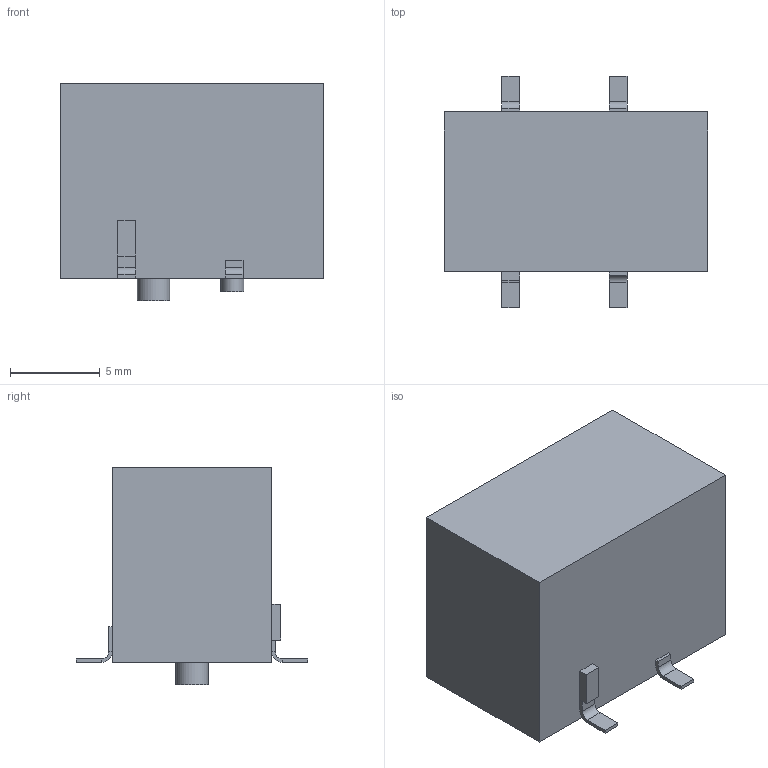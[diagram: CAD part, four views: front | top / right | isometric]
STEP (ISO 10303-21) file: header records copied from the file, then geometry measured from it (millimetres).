
FILE_DESCRIPTION(('FreeCAD Model'),'2;1');
FILE_NAME('Open CASCADE Shape Model','2023-09-21T22:34:27',('Author'),( ''),'Open CASCADE STEP processor 7.6','FreeCAD','Unknown');
FILE_SCHEMA(('AUTOMOTIVE_DESIGN { 1 0 10303 214 1 1 1 1 }'));
Length unit declared in the file: millimetre
Products named in the file (7): Part; Body; Corps; Corps001; Corps002; Corps003; Body005
Assembly tree (6 placements, depth 2):
  Part
    Body
    Corps
    Corps001
    Corps002
    Corps003
    Body005
Bounding box: 14.7 x 12.9 x 12.15 mm (x, y, z)
Volume: 1112.2 mm3; surface area: 1024.4 mm2
Topology: 6 solids, 6 shells, 74 faces, 145 edges, 86 vertices
Faces by surface type: plane 63, cylinder 10, extrusion 1
Full cylindrical faces by diameter (mm): 1.8 x1, 6.4 x1
Entity records: 2008 total; most frequent: DIRECTION 330, CARTESIAN_POINT 312, ORIENTED_EDGE 290, EDGE_CURVE 145, VECTOR 124, LINE 123, AXIS2_PLACEMENT_3D 103, VERTEX_POINT 86
